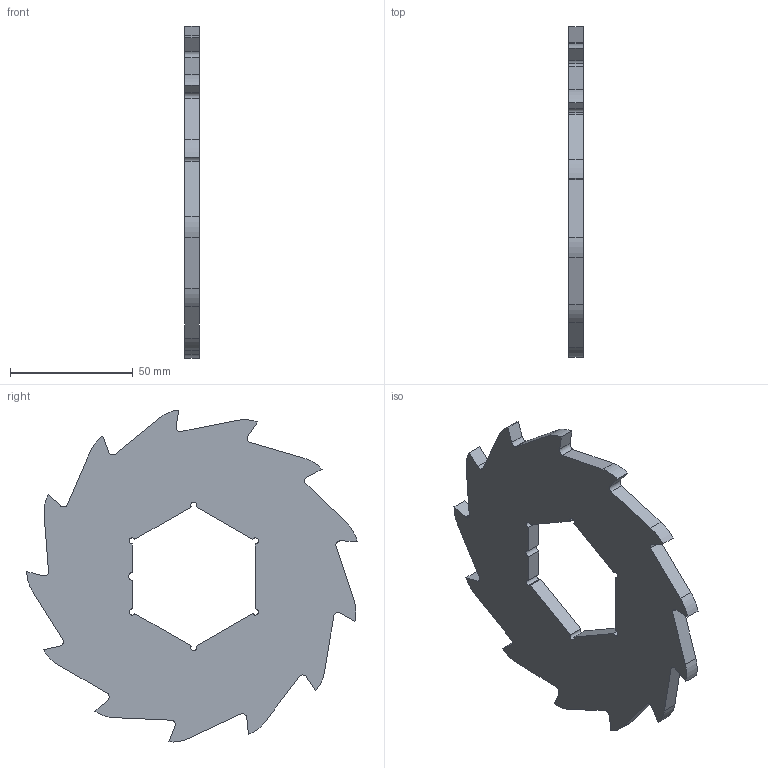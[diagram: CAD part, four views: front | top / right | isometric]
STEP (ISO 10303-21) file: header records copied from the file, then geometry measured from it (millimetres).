
FILE_DESCRIPTION (( 'STEP AP203' ), '1' );
FILE_NAME ('SHRPRO-V1 1130.01-A 13 Teeth blade.step', '2019-12-23T20:14:08', ( '' ), ( '' ), 'SwSTEP 2.0', 'SolidWorks 2018', '' );
FILE_SCHEMA (( 'CONFIG_CONTROL_DESIGN' ));
Length unit declared in the file: millimetre
Products named in the file (1): SHRPRO-V1 1130.01-A 13 Teeth blade
Bounding box: 6 x 134.43 x 135.04 mm (x, y, z)
Volume: 61421.7 mm3; surface area: 24889.9 mm2
Topology: 1 solids, 1 shells, 75 faces, 219 edges, 146 vertices
Faces by surface type: cylinder 40, plane 35
Entity records: 2594 total; most frequent: DIRECTION 451, CARTESIAN_POINT 441, ORIENTED_EDGE 438, EDGE_CURVE 219, AXIS2_PLACEMENT_3D 156, VERTEX_POINT 146, LINE 139, VECTOR 139
